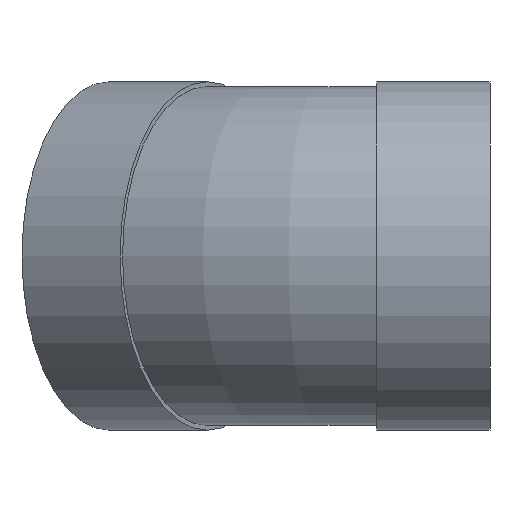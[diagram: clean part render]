
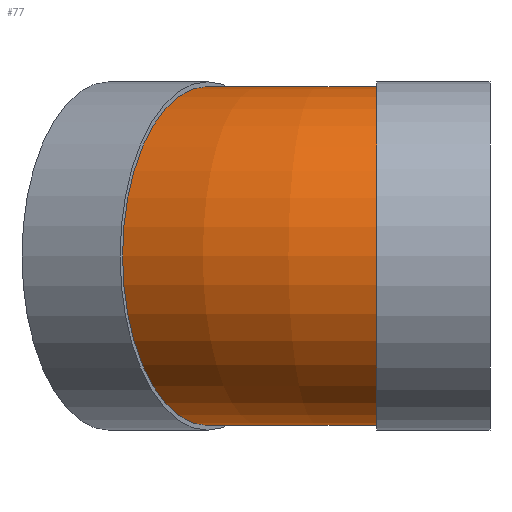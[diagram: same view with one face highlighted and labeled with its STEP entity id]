
A CAD part, left-side view. The second image highlights one B-rep face of the part: STEP entity #77.
In plain terms, the highlighted toroidal (fillet/blend) face has major radius 125 mm and minor radius 62.5 mm.
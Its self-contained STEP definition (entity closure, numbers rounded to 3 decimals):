
#77 = ADVANCED_FACE( '', ( #150, #151 ), #152, .T. );
#150 = FACE_OUTER_BOUND( '', #212, .T. );
#151 = FACE_OUTER_BOUND( '', #213, .T. );
#152 = TOROIDAL_SURFACE( '', #214, 125., 62.5 );
#212 = EDGE_LOOP( '', ( #280 ) );
#213 = EDGE_LOOP( '', ( #281 ) );
#214 = AXIS2_PLACEMENT_3D( '', #282, #283, #284 );
#280 = ORIENTED_EDGE( '', *, *, #319, .T. );
#281 = ORIENTED_EDGE( '', *, *, #314, .F. );
#282 = CARTESIAN_POINT( '', ( 125., 41.8, 0. ) );
#283 = DIRECTION( '', ( 0., 0., -1. ) );
#284 = DIRECTION( '', ( -1., 0., 0. ) );
#314 = EDGE_CURVE( '', #347, #347, #348, .T. );
#319 = EDGE_CURVE( '', #354, #354, #355, .T. );
#347 = VERTEX_POINT( '', #383 );
#348 = CIRCLE( '', #384, 62.5 );
#354 = VERTEX_POINT( '', #390 );
#355 = CIRCLE( '', #391, 62.5 );
#383 = CARTESIAN_POINT( '', ( 70.873, 73.05, 0. ) );
#384 = AXIS2_PLACEMENT_3D( '', #421, #422, #423 );
#390 = CARTESIAN_POINT( '', ( 62.5, 41.8, 0. ) );
#391 = AXIS2_PLACEMENT_3D( '', #427, #428, #429 );
#421 = CARTESIAN_POINT( '', ( 16.747, 104.3, 0. ) );
#422 = DIRECTION( '', ( 0.5, 0.866, 0. ) );
#423 = DIRECTION( '', ( 0.866, -0.5, 0. ) );
#427 = CARTESIAN_POINT( '', ( 0., 41.8, 0. ) );
#428 = DIRECTION( '', ( 0., 1., 0. ) );
#429 = DIRECTION( '', ( 1., 0., 0. ) );
